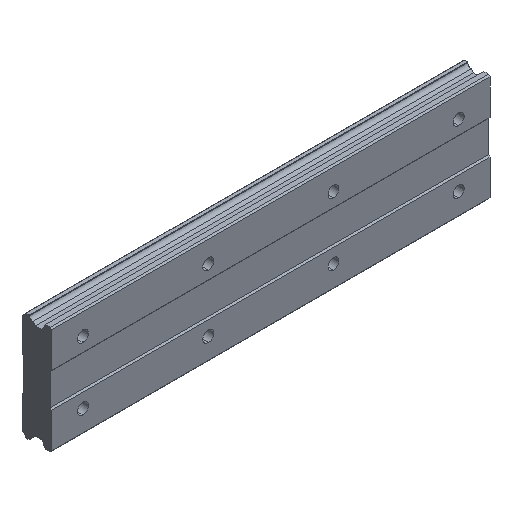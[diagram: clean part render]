
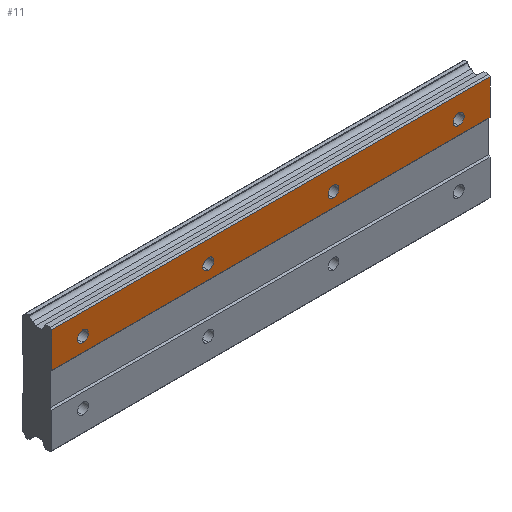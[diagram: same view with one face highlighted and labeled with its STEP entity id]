
A CAD part, isometric view. The second image highlights one B-rep face of the part: STEP entity #11.
In plain terms, the highlighted planar face has unit normal (0, -1, 0).
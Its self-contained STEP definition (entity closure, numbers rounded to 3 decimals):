
#11 = ADVANCED_FACE ( 'NONE', ( #828, #437, #978, #2279, #663 ), #2242, .F. ) ;
#24 = VECTOR ( 'NONE', #1484, 1000. ) ;
#53 = EDGE_CURVE ( 'NONE', #2209, #1565, #627, .T. ) ;
#71 = CARTESIAN_POINT ( 'NONE',  ( -20., 0., 11. ) ) ;
#97 = VECTOR ( 'NONE', #1150, 1000. ) ;
#101 = VERTEX_POINT ( 'NONE', #71 ) ;
#162 = CARTESIAN_POINT ( 'NONE',  ( 260., 0., 33.5 ) ) ;
#173 = VERTEX_POINT ( 'NONE', #1599 ) ;
#177 = VECTOR ( 'NONE', #1186, 1000. ) ;
#189 = ORIENTED_EDGE ( 'NONE', *, *, #1772, .F. ) ;
#198 = LINE ( 'NONE', #374, #24 ) ;
#219 = LINE ( 'NONE', #1111, #1979 ) ;
#224 = DIRECTION ( 'NONE',  ( 0., -1., 0. ) ) ;
#266 = VERTEX_POINT ( 'NONE', #1993 ) ;
#276 = CARTESIAN_POINT ( 'NONE',  ( 260., 0., 11. ) ) ;
#329 = CARTESIAN_POINT ( 'NONE',  ( 160., 0., 23.5 ) ) ;
#338 = DIRECTION ( 'NONE',  ( 0., 0., 1. ) ) ;
#368 = CIRCLE ( 'NONE', #2056, 3.5 ) ;
#373 = EDGE_LOOP ( 'NONE', ( #1457, #1602 ) ) ;
#374 = CARTESIAN_POINT ( 'NONE',  ( -20., 0., 34.482 ) ) ;
#437 = FACE_BOUND ( 'NONE', #373, .T. ) ;
#440 = DIRECTION ( 'NONE',  ( 0., 0., 1. ) ) ;
#441 = VERTEX_POINT ( 'NONE', #1561 ) ;
#442 = EDGE_LOOP ( 'NONE', ( #1719, #567, #577, #482 ) ) ;
#453 = LINE ( 'NONE', #2048, #97 ) ;
#459 = DIRECTION ( 'NONE',  ( 0., 0., 1. ) ) ;
#462 = LINE ( 'NONE', #1553, #177 ) ;
#482 = ORIENTED_EDGE ( 'NONE', *, *, #1596, .T. ) ;
#549 = EDGE_LOOP ( 'NONE', ( #1260, #2069 ) ) ;
#567 = ORIENTED_EDGE ( 'NONE', *, *, #2163, .F. ) ;
#577 = ORIENTED_EDGE ( 'NONE', *, *, #1552, .F. ) ;
#589 = CARTESIAN_POINT ( 'NONE',  ( 240., 0., 23.5 ) ) ;
#594 = CIRCLE ( 'NONE', #971, 3.5 ) ;
#616 = DIRECTION ( 'NONE',  ( 0., 0., 1. ) ) ;
#627 = CIRCLE ( 'NONE', #1267, 3.5 ) ;
#636 = CIRCLE ( 'NONE', #1935, 3.5 ) ;
#645 = VERTEX_POINT ( 'NONE', #589 ) ;
#657 = VERTEX_POINT ( 'NONE', #2212 ) ;
#662 = EDGE_CURVE ( 'NONE', #173, #266, #2321, .T. ) ;
#663 = FACE_BOUND ( 'NONE', #1629, .T. ) ;
#673 = AXIS2_PLACEMENT_3D ( 'NONE', #1132, #1687, #2053 ) ;
#681 = CARTESIAN_POINT ( 'NONE',  ( 80., 0., 23.5 ) ) ;
#718 = CIRCLE ( 'NONE', #1792, 3.5 ) ;
#739 = AXIS2_PLACEMENT_3D ( 'NONE', #1526, #1376, #1389 ) ;
#782 = VERTEX_POINT ( 'NONE', #681 ) ;
#794 = ORIENTED_EDGE ( 'NONE', *, *, #2300, .F. ) ;
#803 = DIRECTION ( 'NONE',  ( 0., -1., 0. ) ) ;
#822 = CARTESIAN_POINT ( 'NONE',  ( 240., 0., 16.5 ) ) ;
#828 = FACE_OUTER_BOUND ( 'NONE', #442, .T. ) ;
#892 = EDGE_CURVE ( 'NONE', #266, #173, #1818, .T. ) ;
#971 = AXIS2_PLACEMENT_3D ( 'NONE', #1855, #224, #440 ) ;
#978 = FACE_BOUND ( 'NONE', #1612, .T. ) ;
#1026 = EDGE_CURVE ( 'NONE', #1827, #101, #462, .T. ) ;
#1056 = DIRECTION ( 'NONE',  ( 0., -1., 0. ) ) ;
#1111 = CARTESIAN_POINT ( 'NONE',  ( 260., 0., 33.5 ) ) ;
#1132 = CARTESIAN_POINT ( 'NONE',  ( 0., 0., 20. ) ) ;
#1145 = DIRECTION ( 'NONE',  ( 0., -1., 0. ) ) ;
#1150 = DIRECTION ( 'NONE',  ( 0., 0., -1. ) ) ;
#1186 = DIRECTION ( 'NONE',  ( -1., 0., 0. ) ) ;
#1208 = CARTESIAN_POINT ( 'NONE',  ( 0., 0., 20. ) ) ;
#1237 = CIRCLE ( 'NONE', #1459, 3.5 ) ;
#1242 = DIRECTION ( 'NONE',  ( 0., -1., 0. ) ) ;
#1260 = ORIENTED_EDGE ( 'NONE', *, *, #1437, .F. ) ;
#1267 = AXIS2_PLACEMENT_3D ( 'NONE', #1684, #803, #1693 ) ;
#1369 = DIRECTION ( 'NONE',  ( 0., -1., 0. ) ) ;
#1376 = DIRECTION ( 'NONE',  ( 0., 1., 0. ) ) ;
#1378 = VERTEX_POINT ( 'NONE', #822 ) ;
#1389 = DIRECTION ( 'NONE',  ( 0., 0., 1. ) ) ;
#1403 = DIRECTION ( 'NONE',  ( 0., -1., 0. ) ) ;
#1437 = EDGE_CURVE ( 'NONE', #1565, #2209, #368, .T. ) ;
#1457 = ORIENTED_EDGE ( 'NONE', *, *, #892, .F. ) ;
#1459 = AXIS2_PLACEMENT_3D ( 'NONE', #1943, #1403, #1591 ) ;
#1471 = VERTEX_POINT ( 'NONE', #162 ) ;
#1484 = DIRECTION ( 'NONE',  ( 0., 0., -1. ) ) ;
#1526 = CARTESIAN_POINT ( 'NONE',  ( 260., 0., 33.5 ) ) ;
#1552 = EDGE_CURVE ( 'NONE', #441, #1471, #219, .T. ) ;
#1553 = CARTESIAN_POINT ( 'NONE',  ( 260., 0., 11. ) ) ;
#1561 = CARTESIAN_POINT ( 'NONE',  ( -20., 0., 33.5 ) ) ;
#1565 = VERTEX_POINT ( 'NONE', #329 ) ;
#1591 = DIRECTION ( 'NONE',  ( 0., 0., 1. ) ) ;
#1596 = EDGE_CURVE ( 'NONE', #441, #101, #198, .T. ) ;
#1599 = CARTESIAN_POINT ( 'NONE',  ( 0., 0., 16.5 ) ) ;
#1601 = DIRECTION ( 'NONE',  ( 0., 0., 1. ) ) ;
#1602 = ORIENTED_EDGE ( 'NONE', *, *, #662, .F. ) ;
#1612 = EDGE_LOOP ( 'NONE', ( #2083, #794 ) ) ;
#1629 = EDGE_LOOP ( 'NONE', ( #189, #2107 ) ) ;
#1684 = CARTESIAN_POINT ( 'NONE',  ( 160., 0., 20. ) ) ;
#1687 = DIRECTION ( 'NONE',  ( 0., -1., 0. ) ) ;
#1693 = DIRECTION ( 'NONE',  ( 0., 0., 1. ) ) ;
#1695 = CARTESIAN_POINT ( 'NONE',  ( 160., 0., 16.5 ) ) ;
#1719 = ORIENTED_EDGE ( 'NONE', *, *, #1026, .F. ) ;
#1772 = EDGE_CURVE ( 'NONE', #782, #657, #718, .T. ) ;
#1792 = AXIS2_PLACEMENT_3D ( 'NONE', #2068, #1369, #616 ) ;
#1818 = CIRCLE ( 'NONE', #2129, 3.5 ) ;
#1827 = VERTEX_POINT ( 'NONE', #276 ) ;
#1855 = CARTESIAN_POINT ( 'NONE',  ( 240., 0., 20. ) ) ;
#1935 = AXIS2_PLACEMENT_3D ( 'NONE', #2123, #1056, #1601 ) ;
#1943 = CARTESIAN_POINT ( 'NONE',  ( 240., 0., 20. ) ) ;
#1979 = VECTOR ( 'NONE', #2155, 1000. ) ;
#1993 = CARTESIAN_POINT ( 'NONE',  ( 0., 0., 23.5 ) ) ;
#2048 = CARTESIAN_POINT ( 'NONE',  ( 260., 0., 34.482 ) ) ;
#2053 = DIRECTION ( 'NONE',  ( 0., 0., 1. ) ) ;
#2056 = AXIS2_PLACEMENT_3D ( 'NONE', #2070, #1145, #459 ) ;
#2068 = CARTESIAN_POINT ( 'NONE',  ( 80., 0., 20. ) ) ;
#2069 = ORIENTED_EDGE ( 'NONE', *, *, #53, .F. ) ;
#2070 = CARTESIAN_POINT ( 'NONE',  ( 160., 0., 20. ) ) ;
#2083 = ORIENTED_EDGE ( 'NONE', *, *, #2190, .F. ) ;
#2107 = ORIENTED_EDGE ( 'NONE', *, *, #2280, .F. ) ;
#2123 = CARTESIAN_POINT ( 'NONE',  ( 80., 0., 20. ) ) ;
#2129 = AXIS2_PLACEMENT_3D ( 'NONE', #1208, #1242, #338 ) ;
#2155 = DIRECTION ( 'NONE',  ( 1., 0., 0. ) ) ;
#2163 = EDGE_CURVE ( 'NONE', #1471, #1827, #453, .T. ) ;
#2190 = EDGE_CURVE ( 'NONE', #645, #1378, #594, .T. ) ;
#2209 = VERTEX_POINT ( 'NONE', #1695 ) ;
#2212 = CARTESIAN_POINT ( 'NONE',  ( 80., 0., 16.5 ) ) ;
#2242 = PLANE ( 'NONE',  #739 ) ;
#2279 = FACE_BOUND ( 'NONE', #549, .T. ) ;
#2280 = EDGE_CURVE ( 'NONE', #657, #782, #636, .T. ) ;
#2300 = EDGE_CURVE ( 'NONE', #1378, #645, #1237, .T. ) ;
#2321 = CIRCLE ( 'NONE', #673, 3.5 ) ;
